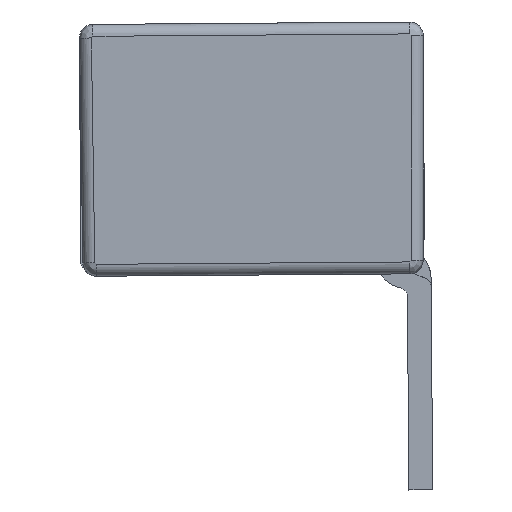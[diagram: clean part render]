
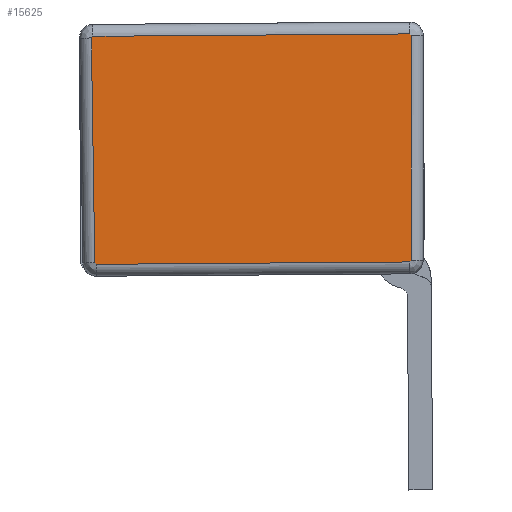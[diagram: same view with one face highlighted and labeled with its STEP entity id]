
A CAD part, left-side view. The second image highlights one B-rep face of the part: STEP entity #15625.
In plain terms, the highlighted planar face has unit normal (-1, 0, 0).
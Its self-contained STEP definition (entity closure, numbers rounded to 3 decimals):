
#15613=AXIS2_PLACEMENT_3D('Plane Axis2P3D',#15610,#15611,#15612) ;
#10113=CARTESIAN_POINT('Vertex',(0.,19.857,13.356)) ;
#10121=CARTESIAN_POINT('Vertex',(0.,19.761,13.262)) ;
#10125=CARTESIAN_POINT('Control Point',(0.,19.857,13.356)) ;
#10126=CARTESIAN_POINT('Control Point',(0.,19.856,13.301)) ;
#10127=CARTESIAN_POINT('Control Point',(0.,19.816,13.262)) ;
#10128=CARTESIAN_POINT('Control Point',(0.,19.761,13.262)) ;
#10151=CARTESIAN_POINT('Vertex',(0.,20.057,26.564)) ;
#10154=CARTESIAN_POINT('Line Origine',(0.,20.057,26.609)) ;
#10184=CARTESIAN_POINT('Control Point',(0.,19.962,26.661)) ;
#10185=CARTESIAN_POINT('Control Point',(0.,20.018,26.661)) ;
#10186=CARTESIAN_POINT('Control Point',(0.,20.058,26.62)) ;
#10187=CARTESIAN_POINT('Control Point',(0.,20.057,26.564)) ;
#10188=CARTESIAN_POINT('Vertex',(0.,19.962,26.661)) ;
#10209=CARTESIAN_POINT('Line Origine',(0.,-24.55,26.998)) ;
#10213=CARTESIAN_POINT('Vertex',(0.,1.354,26.802)) ;
#10251=CARTESIAN_POINT('Control Point',(0.,1.354,26.802)) ;
#10252=CARTESIAN_POINT('Control Point',(0.,1.297,26.802)) ;
#10253=CARTESIAN_POINT('Control Point',(0.,1.257,26.763)) ;
#10254=CARTESIAN_POINT('Control Point',(0.,1.257,26.706)) ;
#10255=CARTESIAN_POINT('Vertex',(0.,1.257,26.706)) ;
#10280=CARTESIAN_POINT('Vertex',(0.,1.257,13.497)) ;
#10283=CARTESIAN_POINT('Line Origine',(0.,1.257,26.752)) ;
#10317=CARTESIAN_POINT('Vertex',(0.,1.352,13.402)) ;
#10321=CARTESIAN_POINT('Control Point',(0.,1.257,13.497)) ;
#10322=CARTESIAN_POINT('Control Point',(0.,1.257,13.441)) ;
#10323=CARTESIAN_POINT('Control Point',(0.,1.297,13.402)) ;
#10324=CARTESIAN_POINT('Control Point',(0.,1.352,13.402)) ;
#10338=CARTESIAN_POINT('Line Origine',(0.,19.806,13.262)) ;
#15610=CARTESIAN_POINT('Axis2P3D Location',(0.,10.616,21.274)) ;
#10155=DIRECTION('Vector Direction',(0.,-0.015,-1.)) ;
#10210=DIRECTION('Vector Direction',(0.,1.,-0.008)) ;
#10284=DIRECTION('Vector Direction',(0.,0.,1.)) ;
#10339=DIRECTION('Vector Direction',(0.,-1.,0.008)) ;
#15611=DIRECTION('Axis2P3D Direction',(-1.,0.,0.)) ;
#15612=DIRECTION('Axis2P3D XDirection',(0.,-1.,0.008)) ;
#10156=VECTOR('Line Direction',#10155,1.) ;
#10211=VECTOR('Line Direction',#10210,1.) ;
#10285=VECTOR('Line Direction',#10284,1.) ;
#10340=VECTOR('Line Direction',#10339,1.) ;
#15616=ORIENTED_EDGE('',*,*,#10215,.T.) ;
#15617=ORIENTED_EDGE('',*,*,#10190,.T.) ;
#15618=ORIENTED_EDGE('',*,*,#10158,.T.) ;
#15619=ORIENTED_EDGE('',*,*,#10129,.T.) ;
#15620=ORIENTED_EDGE('',*,*,#10342,.T.) ;
#15621=ORIENTED_EDGE('',*,*,#10325,.F.) ;
#15622=ORIENTED_EDGE('',*,*,#10287,.F.) ;
#15623=ORIENTED_EDGE('',*,*,#10257,.F.) ;
#15625=ADVANCED_FACE('406',(#15624),#15614,.T.) ;
#10129=EDGE_CURVE('',#10114,#10122,#10124,.T.) ;
#10158=EDGE_CURVE('',#10152,#10114,#10157,.T.) ;
#10190=EDGE_CURVE('',#10189,#10152,#10183,.T.) ;
#10215=EDGE_CURVE('',#10214,#10189,#10212,.T.) ;
#10257=EDGE_CURVE('',#10214,#10256,#10250,.T.) ;
#10287=EDGE_CURVE('',#10256,#10281,#10286,.F.) ;
#10325=EDGE_CURVE('',#10281,#10318,#10320,.T.) ;
#10342=EDGE_CURVE('',#10122,#10318,#10341,.T.) ;
#15615=EDGE_LOOP('',(#15616,#15617,#15618,#15619,#15620,#15621,#15622,#15623)) ;
#15624=FACE_OUTER_BOUND('',#15615,.T.) ;
#10157=LINE('Line',#10154,#10156) ;
#10212=LINE('Line',#10209,#10211) ;
#10286=LINE('Line',#10283,#10285) ;
#10341=LINE('Line',#10338,#10340) ;
#15614=PLANE('',#15613) ;
#10114=VERTEX_POINT('',#10113) ;
#10122=VERTEX_POINT('',#10121) ;
#10152=VERTEX_POINT('',#10151) ;
#10189=VERTEX_POINT('',#10188) ;
#10214=VERTEX_POINT('',#10213) ;
#10256=VERTEX_POINT('',#10255) ;
#10281=VERTEX_POINT('',#10280) ;
#10318=VERTEX_POINT('',#10317) ;
#10124=(BOUNDED_CURVE()B_SPLINE_CURVE(3,(#10125,#10126,#10127,#10128),.UNSPECIFIED.,.F.,.U.)B_SPLINE_CURVE_WITH_KNOTS((4,4),(0.301,1.344),.UNSPECIFIED.)CURVE()GEOMETRIC_REPRESENTATION_ITEM()RATIONAL_B_SPLINE_CURVE((1.37,1.105,1.105,1.37))REPRESENTATION_ITEM('')) ;
#10183=(BOUNDED_CURVE()B_SPLINE_CURVE(3,(#10184,#10185,#10186,#10187),.UNSPECIFIED.,.F.,.U.)B_SPLINE_CURVE_WITH_KNOTS((4,4),(0.303,1.36),.UNSPECIFIED.)CURVE()GEOMETRIC_REPRESENTATION_ITEM()RATIONAL_B_SPLINE_CURVE((1.375,1.104,1.104,1.375))REPRESENTATION_ITEM('')) ;
#10250=(BOUNDED_CURVE()B_SPLINE_CURVE(3,(#10251,#10252,#10253,#10254),.UNSPECIFIED.,.F.,.U.)B_SPLINE_CURVE_WITH_KNOTS((4,4),(0.303,1.36),.UNSPECIFIED.)CURVE()GEOMETRIC_REPRESENTATION_ITEM()RATIONAL_B_SPLINE_CURVE((1.375,1.104,1.104,1.375))REPRESENTATION_ITEM('')) ;
#10320=(BOUNDED_CURVE()B_SPLINE_CURVE(3,(#10321,#10322,#10323,#10324),.UNSPECIFIED.,.F.,.U.)B_SPLINE_CURVE_WITH_KNOTS((4,4),(0.301,1.344),.UNSPECIFIED.)CURVE()GEOMETRIC_REPRESENTATION_ITEM()RATIONAL_B_SPLINE_CURVE((1.37,1.105,1.105,1.37))REPRESENTATION_ITEM('')) ;
